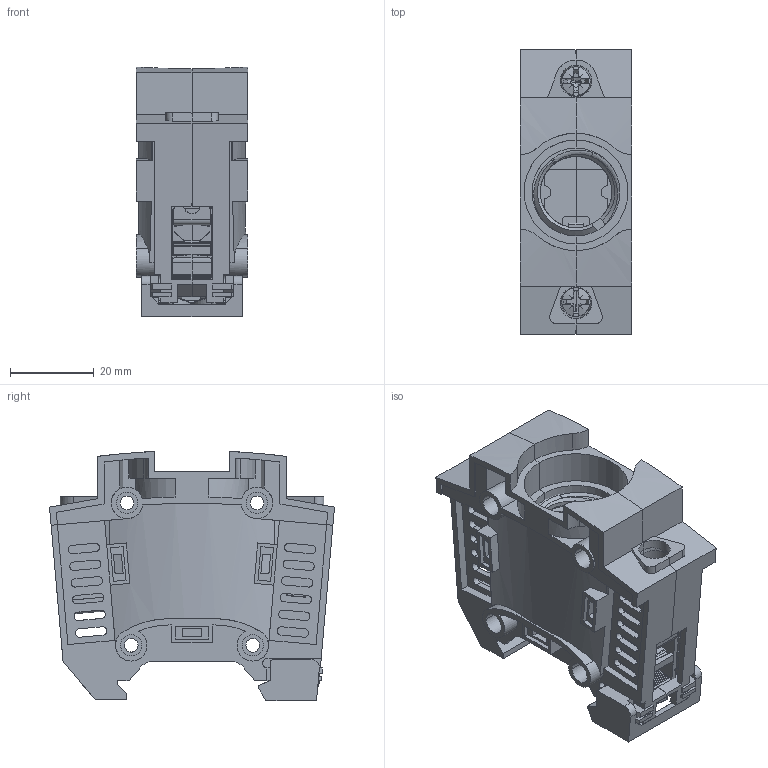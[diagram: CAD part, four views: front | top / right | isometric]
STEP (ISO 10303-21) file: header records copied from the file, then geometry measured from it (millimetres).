
FILE_DESCRIPTION((''),'2;1');
FILE_NAME('ASM0001','2017-02-03T',('janez.tomelj'),('Audax d.o.o.'),'CREO PARAMETRIC BY PTC INC, 2015290','CREO PARAMETRIC BY PTC INC, 2015290','');
FILE_SCHEMA(('CONFIG_CONTROL_DESIGN'));
Products named in the file (1): ASM0001
Bounding box: 26.6 x 68 x 59.48 mm (x, y, z)
Volume: 26510.1 mm3; surface area: 31414.4 mm2
Topology: 1 solids, 4 shells, 1600 faces, 4667 edges, 3110 vertices
Faces by surface type: plane 1003, cylinder 404, bspline 98, cone 43, torus 40, sphere 12
Entity records: 63479 total; most frequent: CARTESIAN_POINT 21326, ORIENTED_EDGE 9312, DIRECTION 8172, EDGE_CURVE 4656, VERTEX_POINT 3110, VECTOR 3058, LINE 3058, AXIS2_PLACEMENT_3D 2557
